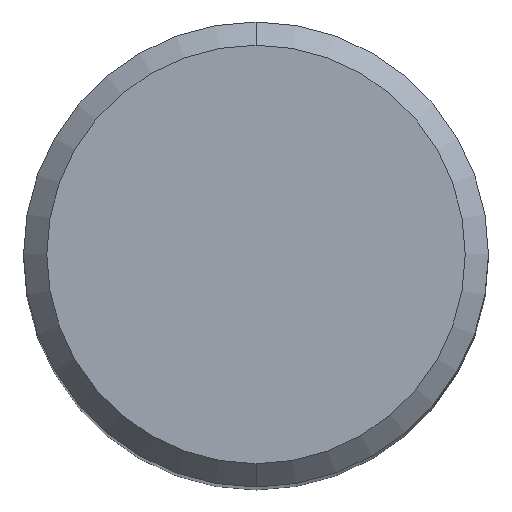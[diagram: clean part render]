
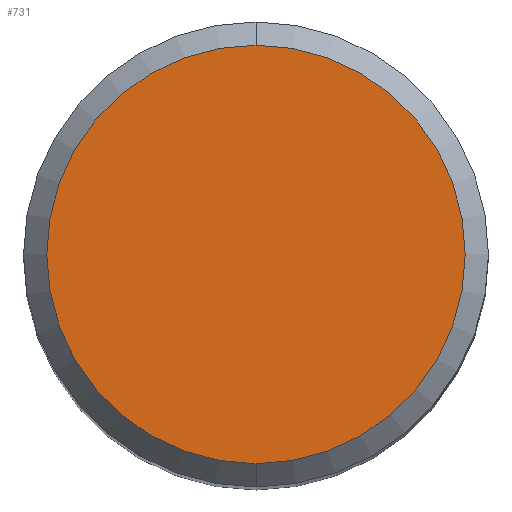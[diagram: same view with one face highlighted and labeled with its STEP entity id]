
A CAD part, top view. The second image highlights one B-rep face of the part: STEP entity #731.
In plain terms, the highlighted planar face has unit normal (0, 0, 1).
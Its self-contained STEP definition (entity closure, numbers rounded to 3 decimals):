
#357=VERTEX_POINT('',#994);
#687=EDGE_CURVE('',#357,#867,#1351,.T.);
#731=ADVANCED_FACE('',(#1400),#1401,.T.);
#867=VERTEX_POINT('',#1549);
#913=EDGE_CURVE('',#867,#357,#1599,.T.);
#994=CARTESIAN_POINT('',(0.0,5.4,0.0));
#1351=CIRCLE('',#5769,5.4);
#1400=FACE_OUTER_BOUND('',#5909,.T.);
#1401=PLANE('',#5910);
#1549=CARTESIAN_POINT('',(0.,-5.4,0.0));
#1599=CIRCLE('',#6804,5.4);
#5769=AXIS2_PLACEMENT_3D('',#8130,#8131,#8132);
#5909=EDGE_LOOP('',(#8200,#8201));
#5910=AXIS2_PLACEMENT_3D('',#8202,#8203,#8204);
#6804=AXIS2_PLACEMENT_3D('',#8390,#8391,#8392);
#8130=CARTESIAN_POINT('',(0.0,0.0,0.0));
#8131=DIRECTION('',(0.0,0.0,-1.0));
#8132=DIRECTION('',(0.0,1.0,0.0));
#8200=ORIENTED_EDGE('',*,*,#687,.F.);
#8201=ORIENTED_EDGE('',*,*,#913,.F.);
#8202=CARTESIAN_POINT('',(0.0,2.7,0.0));
#8203=DIRECTION('',(-0.0,0.0,1.0));
#8204=DIRECTION('',(0.0,-1.0,0.0));
#8390=CARTESIAN_POINT('',(0.0,0.0,0.0));
#8391=DIRECTION('',(0.0,0.0,-1.0));
#8392=DIRECTION('',(0.0,1.0,0.0));
